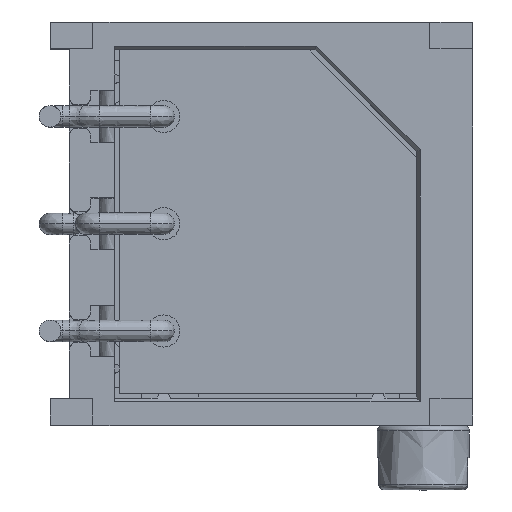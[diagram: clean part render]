
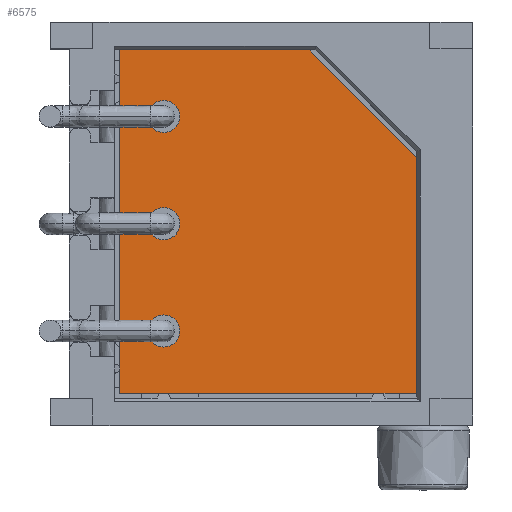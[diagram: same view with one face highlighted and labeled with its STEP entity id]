
A CAD part, top view. The second image highlights one B-rep face of the part: STEP entity #6575.
In plain terms, the highlighted free-form (B-spline) face has degree [1, 1] with [2, 2] control points.
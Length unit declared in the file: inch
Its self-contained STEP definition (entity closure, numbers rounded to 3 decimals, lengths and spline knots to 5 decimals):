
#1305=DIRECTION('',(-1.,0.,0.));
#1306=VECTOR('',#1305,0.03165);
#1307=CARTESIAN_POINT('',(0.136,-0.158,0.132));
#1308=LINE('',#1307,#1306);
#1312=DIRECTION('',(-1.,0.,0.));
#1313=VECTOR('',#1312,0.1913);
#1314=CARTESIAN_POINT('',(0.09565,-0.158,0.132));
#1315=LINE('',#1314,#1313);
#1319=DIRECTION('',(-1.,0.,0.));
#1320=VECTOR('',#1319,0.03665);
#1321=CARTESIAN_POINT('',(-0.10435,-0.158,0.132));
#1322=LINE('',#1321,#1320);
#1326=DIRECTION('',(0.,1.,0.));
#1327=VECTOR('',#1326,0.02051);
#1328=CARTESIAN_POINT('',(-0.141,-0.158,0.132));
#1329=LINE('',#1328,#1327);
#1333=DIRECTION('',(0.,1.,0.));
#1334=VECTOR('',#1333,0.26503);
#1335=CARTESIAN_POINT('',(-0.141,-0.13251,0.132));
#1336=LINE('',#1335,#1334);
#1340=DIRECTION('',(0.,1.,0.));
#1341=VECTOR('',#1340,0.02451);
#1342=CARTESIAN_POINT('',(-0.141,0.13749,0.132));
#1343=LINE('',#1342,#1341);
#1347=DIRECTION('',(1.,0.,0.));
#1348=VECTOR('',#1347,0.177);
#1349=CARTESIAN_POINT('',(-0.141,0.162,0.132));
#1350=LINE('',#1349,#1348);
#1354=DIRECTION('',(0.707,-0.707,0.));
#1355=VECTOR('',#1354,0.14142);
#1356=CARTESIAN_POINT('',(0.036,0.162,0.132));
#1357=LINE('',#1356,#1355);
#1361=CARTESIAN_POINT('',(-0.1,-0.1,0.132));
#1362=DIRECTION('',(0.,0.,1.));
#1363=DIRECTION('',(0.,-1.,0.));
#1364=AXIS2_PLACEMENT_3D('',#1361,#1362,#1363);
#1369=CARTESIAN_POINT('',(-0.1,-0.1,0.132));
#1370=DIRECTION('',(0.,0.,1.));
#1371=DIRECTION('',(0.,1.,0.));
#1372=AXIS2_PLACEMENT_3D('',#1369,#1370,#1371);
#1377=CARTESIAN_POINT('',(-0.1,0.,0.132));
#1378=DIRECTION('',(0.,0.,1.));
#1379=DIRECTION('',(0.,-1.,0.));
#1380=AXIS2_PLACEMENT_3D('',#1377,#1378,#1379);
#1385=CARTESIAN_POINT('',(-0.1,0.,0.132));
#1386=DIRECTION('',(0.,0.,1.));
#1387=DIRECTION('',(0.,1.,0.));
#1388=AXIS2_PLACEMENT_3D('',#1385,#1386,#1387);
#1393=CARTESIAN_POINT('',(-0.1,0.1,0.132));
#1394=DIRECTION('',(0.,0.,1.));
#1395=DIRECTION('',(0.,-1.,0.));
#1396=AXIS2_PLACEMENT_3D('',#1393,#1394,#1395);
#1401=CARTESIAN_POINT('',(-0.1,0.1,0.132));
#1402=DIRECTION('',(0.,0.,1.));
#1403=DIRECTION('',(0.,1.,0.));
#1404=AXIS2_PLACEMENT_3D('',#1401,#1402,#1403);
#1472=DIRECTION('',(-1.,0.,0.));
#1473=VECTOR('',#1472,0.0087);
#1474=CARTESIAN_POINT('',(0.10435,-0.158,0.132));
#1475=LINE('',#1474,#1473);
#1479=DIRECTION('',(-1.,0.,0.));
#1480=VECTOR('',#1479,0.0087);
#1481=CARTESIAN_POINT('',(-0.09565,-0.158,0.132));
#1482=LINE('',#1481,#1480);
#1872=DIRECTION('',(0.,1.,0.));
#1873=VECTOR('',#1872,0.00497);
#1874=CARTESIAN_POINT('',(-0.141,-0.13749,0.132));
#1875=LINE('',#1874,#1873);
#1879=DIRECTION('',(0.,1.,0.));
#1880=VECTOR('',#1879,0.00497);
#1881=CARTESIAN_POINT('',(-0.141,0.13251,0.132));
#1882=LINE('',#1881,#1880);
#2545=DIRECTION('',(0.,-1.,0.));
#2546=VECTOR('',#2545,0.22);
#2547=CARTESIAN_POINT('',(0.136,0.062,0.132));
#2548=LINE('',#2547,#2546);
#5246=CARTESIAN_POINT('',(-0.141,0.162,0.132));
#5247=CARTESIAN_POINT('',(0.036,0.162,0.132));
#5248=VERTEX_POINT('',#5246);
#5249=VERTEX_POINT('',#5247);
#5276=CARTESIAN_POINT('',(0.136,0.062,0.132));
#5277=CARTESIAN_POINT('',(0.136,-0.158,0.132));
#5278=VERTEX_POINT('',#5276);
#5279=VERTEX_POINT('',#5277);
#5312=CARTESIAN_POINT('',(-0.09565,-0.158,0.132));
#5313=VERTEX_POINT('',#5312);
#5316=CARTESIAN_POINT('',(-0.10435,-0.158,0.132));
#5317=VERTEX_POINT('',#5316);
#5322=CARTESIAN_POINT('',(0.09565,-0.158,0.132));
#5323=VERTEX_POINT('',#5322);
#5326=CARTESIAN_POINT('',(0.10435,-0.158,0.132));
#5327=VERTEX_POINT('',#5326);
#5332=CARTESIAN_POINT('',(-0.141,-0.13749,0.132));
#5333=VERTEX_POINT('',#5332);
#5336=CARTESIAN_POINT('',(-0.141,-0.13251,0.132));
#5337=VERTEX_POINT('',#5336);
#5342=CARTESIAN_POINT('',(-0.141,0.13749,0.132));
#5343=VERTEX_POINT('',#5342);
#5346=CARTESIAN_POINT('',(-0.141,0.13251,0.132));
#5347=VERTEX_POINT('',#5346);
#5348=CARTESIAN_POINT('',(-0.141,-0.158,0.132));
#5349=VERTEX_POINT('',#5348);
#5394=CARTESIAN_POINT('',(-0.1,-0.115,0.132));
#5395=CARTESIAN_POINT('',(-0.1,-0.085,0.132));
#5396=VERTEX_POINT('',#5394);
#5397=VERTEX_POINT('',#5395);
#5466=CARTESIAN_POINT('',(-0.1,-0.015,0.132));
#5467=CARTESIAN_POINT('',(-0.1,0.015,0.132));
#5468=VERTEX_POINT('',#5466);
#5469=VERTEX_POINT('',#5467);
#5518=CARTESIAN_POINT('',(-0.1,0.085,0.132));
#5519=CARTESIAN_POINT('',(-0.1,0.115,0.132));
#5520=VERTEX_POINT('',#5518);
#5521=VERTEX_POINT('',#5519);
#6527=CARTESIAN_POINT('',(-0.14654,-0.1644,0.132));
#6528=CARTESIAN_POINT('',(0.14154,-0.1644,0.132));
#6529=CARTESIAN_POINT('',(-0.14654,0.1684,0.132));
#6530=CARTESIAN_POINT('',(0.14154,0.1684,0.132));
#6531=B_SPLINE_SURFACE_WITH_KNOTS('',1,1,((#6527,#6528),(#6529,#6530)),
.UNSPECIFIED.,.F.,.F.,.F.,(2,2),(2,2),(-0.0064,0.3264),(-0.00554,0.28254),
.UNSPECIFIED.);
#6533=ORIENTED_EDGE('',*,*,#6532,.T.);
#6535=ORIENTED_EDGE('',*,*,#6534,.T.);
#6537=ORIENTED_EDGE('',*,*,#6536,.T.);
#6539=ORIENTED_EDGE('',*,*,#6538,.T.);
#6541=ORIENTED_EDGE('',*,*,#6540,.T.);
#6542=ORIENTED_EDGE('',*,*,#6487,.T.);
#6544=ORIENTED_EDGE('',*,*,#6543,.T.);
#6545=ORIENTED_EDGE('',*,*,#6503,.T.);
#6547=ORIENTED_EDGE('',*,*,#6546,.T.);
#6548=ORIENTED_EDGE('',*,*,#6519,.T.);
#6550=ORIENTED_EDGE('',*,*,#6549,.T.);
#6552=ORIENTED_EDGE('',*,*,#6551,.T.);
#6554=ORIENTED_EDGE('',*,*,#6553,.T.);
#6555=EDGE_LOOP('',(#6533,#6535,#6537,#6539,#6541,#6542,#6544,#6545,#6547,#6548,
#6550,#6552,#6554));
#6556=FACE_OUTER_BOUND('',#6555,.F.);
#6558=ORIENTED_EDGE('',*,*,#6557,.T.);
#6560=ORIENTED_EDGE('',*,*,#6559,.T.);
#6561=EDGE_LOOP('',(#6558,#6560));
#6562=FACE_BOUND('',#6561,.F.);
#6564=ORIENTED_EDGE('',*,*,#6563,.T.);
#6566=ORIENTED_EDGE('',*,*,#6565,.T.);
#6567=EDGE_LOOP('',(#6564,#6566));
#6568=FACE_BOUND('',#6567,.F.);
#6570=ORIENTED_EDGE('',*,*,#6569,.T.);
#6572=ORIENTED_EDGE('',*,*,#6571,.T.);
#6573=EDGE_LOOP('',(#6570,#6572));
#6574=FACE_BOUND('',#6573,.F.);
#6575=ADVANCED_FACE('',(#6556,#6562,#6568,#6574),#6531,.F.);
#1365=CIRCLE('',#1364,0.015);
#1373=CIRCLE('',#1372,0.015);
#1381=CIRCLE('',#1380,0.015);
#1389=CIRCLE('',#1388,0.015);
#1397=CIRCLE('',#1396,0.015);
#1405=CIRCLE('',#1404,0.015);
#6487=EDGE_CURVE('',#5349,#5333,#1329,.T.);
#6503=EDGE_CURVE('',#5337,#5347,#1336,.T.);
#6519=EDGE_CURVE('',#5343,#5248,#1343,.T.);
#6532=EDGE_CURVE('',#5279,#5327,#1308,.T.);
#6534=EDGE_CURVE('',#5327,#5323,#1475,.T.);
#6536=EDGE_CURVE('',#5323,#5313,#1315,.T.);
#6538=EDGE_CURVE('',#5313,#5317,#1482,.T.);
#6540=EDGE_CURVE('',#5317,#5349,#1322,.T.);
#6543=EDGE_CURVE('',#5333,#5337,#1875,.T.);
#6546=EDGE_CURVE('',#5347,#5343,#1882,.T.);
#6549=EDGE_CURVE('',#5248,#5249,#1350,.T.);
#6551=EDGE_CURVE('',#5249,#5278,#1357,.T.);
#6553=EDGE_CURVE('',#5278,#5279,#2548,.T.);
#6557=EDGE_CURVE('',#5396,#5397,#1365,.T.);
#6559=EDGE_CURVE('',#5397,#5396,#1373,.T.);
#6563=EDGE_CURVE('',#5468,#5469,#1381,.T.);
#6565=EDGE_CURVE('',#5469,#5468,#1389,.T.);
#6569=EDGE_CURVE('',#5520,#5521,#1397,.T.);
#6571=EDGE_CURVE('',#5521,#5520,#1405,.T.);
